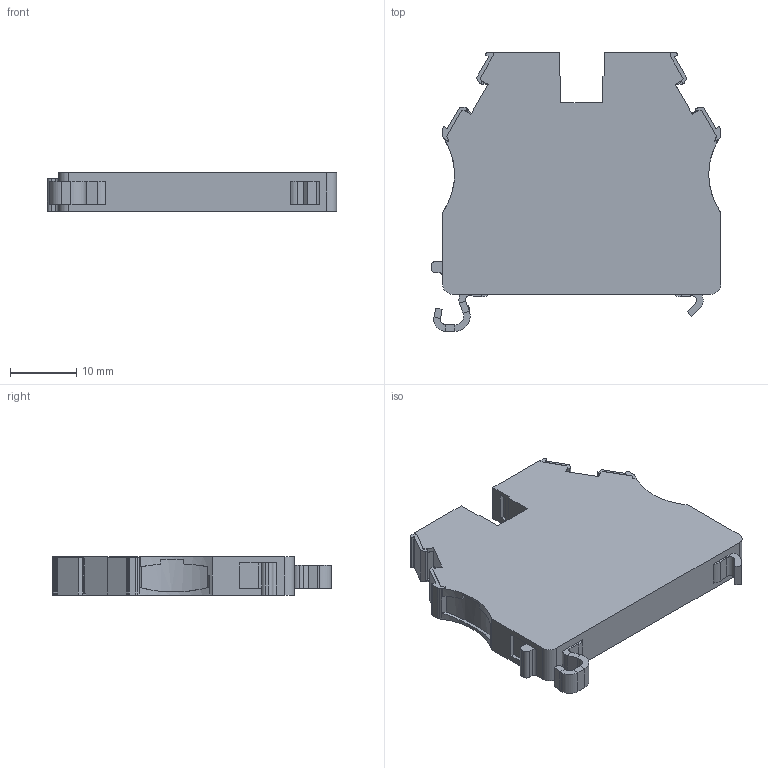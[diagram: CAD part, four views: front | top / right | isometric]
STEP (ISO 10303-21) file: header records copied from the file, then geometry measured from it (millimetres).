
FILE_DESCRIPTION (( 'STEP AP214' ), '1' );
FILE_NAME ('334170_AVK 2,5 TRD.STP', '2015-08-06T13:38:11', ( '' ), ( '' ), 'SwSTEP 2.0', 'SolidWorks 2015', '' );
FILE_SCHEMA (( 'AUTOMOTIVE_DESIGN' ));
Length unit declared in the file: millimetre
Products named in the file (1): 334170_AVK 2,5 TRD
Bounding box: 43.7 x 42.1 x 5.75 mm (x, y, z)
Volume: 7726.5 mm3; surface area: 3928.8 mm2
Topology: 1 solids, 1 shells, 260 faces, 712 edges, 462 vertices
Faces by surface type: plane 193, cylinder 67
Entity records: 10517 total; most frequent: CARTESIAN_POINT 1569, ORIENTED_EDGE 1424, DIRECTION 1357, EDGE_CURVE 712, LINE 545, VECTOR 545, VERTEX_POINT 462, AXIS2_PLACEMENT_3D 406
